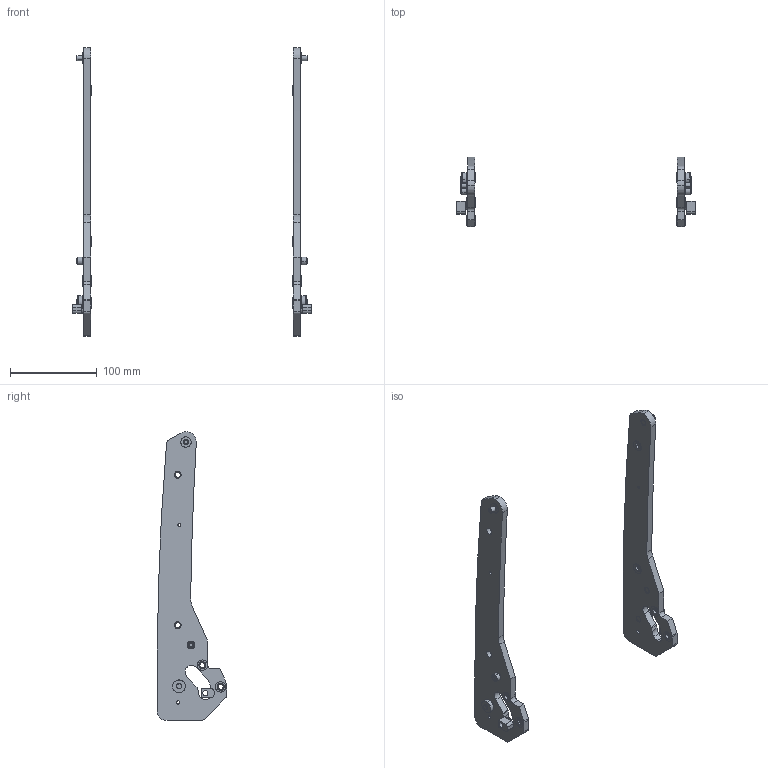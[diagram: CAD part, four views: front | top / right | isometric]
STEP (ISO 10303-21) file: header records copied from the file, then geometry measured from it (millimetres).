
FILE_DESCRIPTION (( 'STEP AP214' ), '1' );
FILE_NAME ('49045~2.STEP', '2020-06-23T06:43:08', ( '' ), ( '' ), 'SwSTEP 2.0', 'SolidWorks 2018', '' );
FILE_SCHEMA (( 'AUTOMOTIVE_DESIGN' ));
Length unit declared in the file: millimetre
Products named in the file (11): 31194~0; 55716~4_S; 49045~2; 55713~0_S; 53728~3_S; 35717~0_S; 30951~0_S; 21281~0_S; DIN125~n_06,4 M06,0 Fase; 41456~0; 37753~2_S
Assembly tree (34 placements, depth 2):
  49045~2
    55713~0_S  x2
    35717~0_S  x2
    53728~3_S  x4
    31194~0  x12
    30951~0_S  x2
    37753~2_S  x2
    41456~0  x2
    DIN125~n_06,4 M06,0 Fase  x2
    21281~0_S  x2
    55716~4_S  x4
Bounding box: 275 x 80 x 332.75 mm (x, y, z)
Volume: 238997.1 mm3; surface area: 86613.2 mm2
Topology: 34 solids, 34 shells, 514 faces, 1112 edges, 688 vertices
Faces by surface type: cylinder 246, plane 124, cone 104, torus 40
Entity records: 5418 total; most frequent: DIRECTION 974, CARTESIAN_POINT 801, ORIENTED_EDGE 740, AXIS2_PLACEMENT_3D 405, EDGE_CURVE 370, VERTEX_POINT 232, CIRCLE 206, EDGE_LOOP 200
